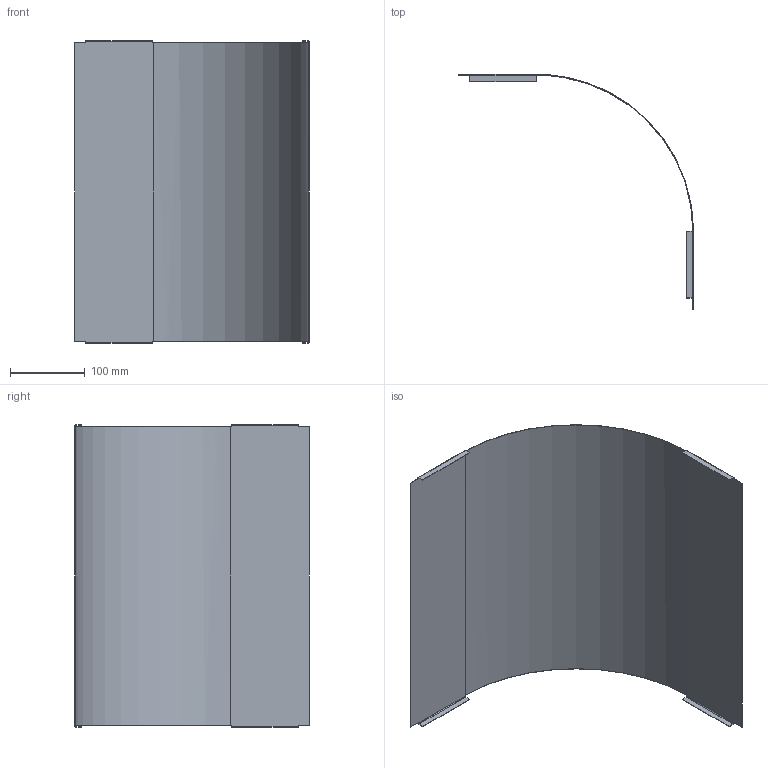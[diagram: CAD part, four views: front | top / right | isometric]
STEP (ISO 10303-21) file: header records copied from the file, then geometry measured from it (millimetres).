
FILE_DESCRIPTION(/* description */ (''),/* implementation_level */ '2;1');
FILE_NAME(/* name */ '7131002',/* time_stamp */ '2014-10-22T15:14:07+02:00',/* author */ (''),/* organization */ (''),/* preprocessor_version */ 'ST-DEVELOPER v15',/* originating_system */ '',/* authorisation */ '');
FILE_SCHEMA (('AUTOMOTIVE_DESIGN'));
Length unit declared in the file: millimetre
Products named in the file (1): Document
Bounding box: 314.35 x 314.35 x 405.2 mm (x, y, z)
Volume: 131440.4 mm3; surface area: 439310.9 mm2
Topology: 1 solids, 1 shells, 62 faces, 140 edges, 80 vertices
Faces by surface type: plane 52, bspline 10
Entity records: 1577 total; most frequent: CARTESIAN_POINT 590, ORIENTED_EDGE 280, EDGE_CURVE 140, B_SPLINE_CURVE_WITH_KNOTS 120, VERTEX_POINT 80, ADVANCED_FACE 62, FACE_OUTER_BOUND 62, EDGE_LOOP 62
